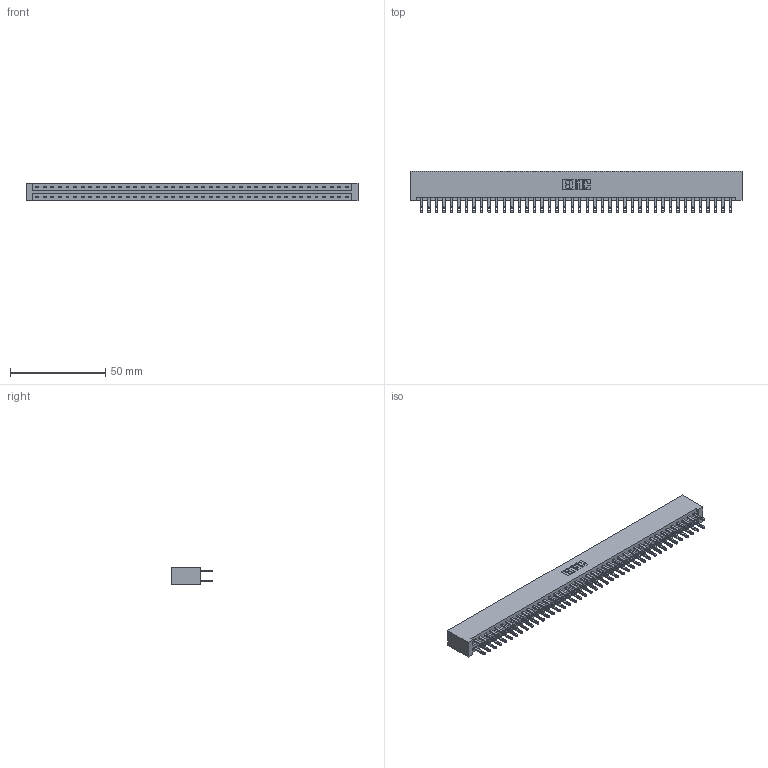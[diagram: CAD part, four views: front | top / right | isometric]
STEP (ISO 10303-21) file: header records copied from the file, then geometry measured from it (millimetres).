
FILE_DESCRIPTION (( 'STEP AP203' ), '1' );
FILE_NAME ('887-084-500-201.STEP', '2020-09-21T04:44:45', ( '' ), ( '' ), 'SwSTEP 2.0', 'SolidWorks 2020', '' );
FILE_SCHEMA (( 'CONFIG_CONTROL_DESIGN' ));
Length unit declared in the file: inch
Products named in the file (3): 887-084-500-201; 837 Part_No Mounting Lugs; 345-292-001_345-293-100
Assembly tree (85 placements, depth 2):
  887-084-500-201
    837 Part_No Mounting Lugs
    345-292-001_345-293-100  x84
Bounding box: 174.29 x 21.85 x 9.4 mm (x, y, z)
Volume: 19386 mm3; surface area: 22904.1 mm2
Topology: 85 solids, 85 shells, 4306 faces, 13139 edges, 8758 vertices
Faces by surface type: plane 2754, cylinder 1552
Entity records: 32217 total; most frequent: CARTESIAN_POINT 5426, ORIENTED_EDGE 5362, DIRECTION 4609, EDGE_CURVE 2681, VECTOR 2557, LINE 2557, VERTEX_POINT 1786, AXIS2_PLACEMENT_3D 1026
